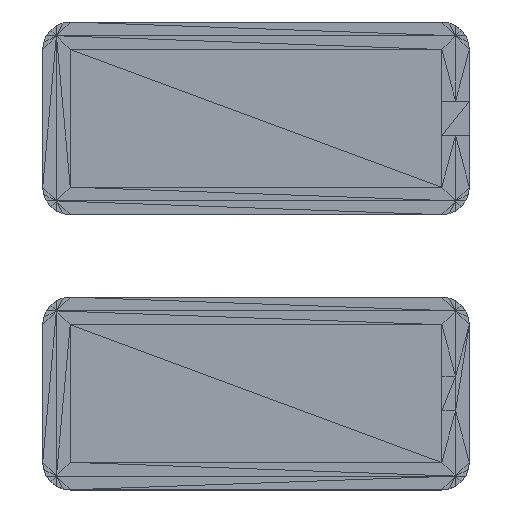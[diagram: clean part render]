
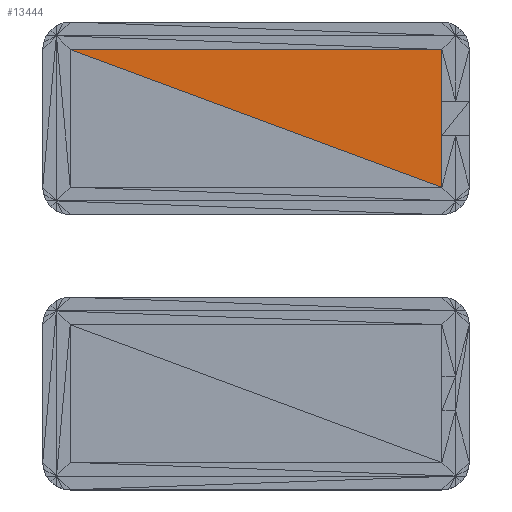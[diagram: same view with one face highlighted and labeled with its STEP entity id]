
A CAD part, top view. The second image highlights one B-rep face of the part: STEP entity #13444.
In plain terms, the highlighted planar face has unit normal (0, 0, 1).
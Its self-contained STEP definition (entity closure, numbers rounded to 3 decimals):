
#902=FACE_OUTER_BOUND('',#1988,.T.);
#1988=EDGE_LOOP('',(#10456,#10457,#10458));
#3388=LINE('',#22212,#5014);
#3389=LINE('',#22214,#5015);
#3390=LINE('',#22215,#5016);
#5014=VECTOR('',#16921,10.);
#5015=VECTOR('',#16922,10.);
#5016=VECTOR('',#16923,10.);
#6207=VERTEX_POINT('',#22210);
#6208=VERTEX_POINT('',#22211);
#6209=VERTEX_POINT('',#22213);
#7550=EDGE_CURVE('',#6207,#6208,#3388,.T.);
#7551=EDGE_CURVE('',#6208,#6209,#3389,.T.);
#7552=EDGE_CURVE('',#6207,#6209,#3390,.T.);
#10456=ORIENTED_EDGE('',*,*,#7550,.T.);
#10457=ORIENTED_EDGE('',*,*,#7551,.T.);
#10458=ORIENTED_EDGE('',*,*,#7552,.F.);
#12368=PLANE('',#14451);
#13444=ADVANCED_FACE('',(#902),#12368,.T.);
#14451=AXIS2_PLACEMENT_3D('',#22209,#16919,#16920);
#16919=DIRECTION('center_axis',(0.,0.,1.));
#16920=DIRECTION('ref_axis',(1.,0.,0.));
#16921=DIRECTION('',(0.938,-0.347,0.));
#16922=DIRECTION('',(0.,1.,0.));
#16923=DIRECTION('',(1.,0.,0.));
#22209=CARTESIAN_POINT('Origin',(27.,30.,4.));
#22210=CARTESIAN_POINT('',(-27.,30.,4.));
#22211=CARTESIAN_POINT('',(27.,10.,4.));
#22212=CARTESIAN_POINT('',(-27.,30.,4.));
#22213=CARTESIAN_POINT('',(27.,30.,4.));
#22214=CARTESIAN_POINT('',(27.,10.,4.));
#22215=CARTESIAN_POINT('',(-27.,30.,4.));
